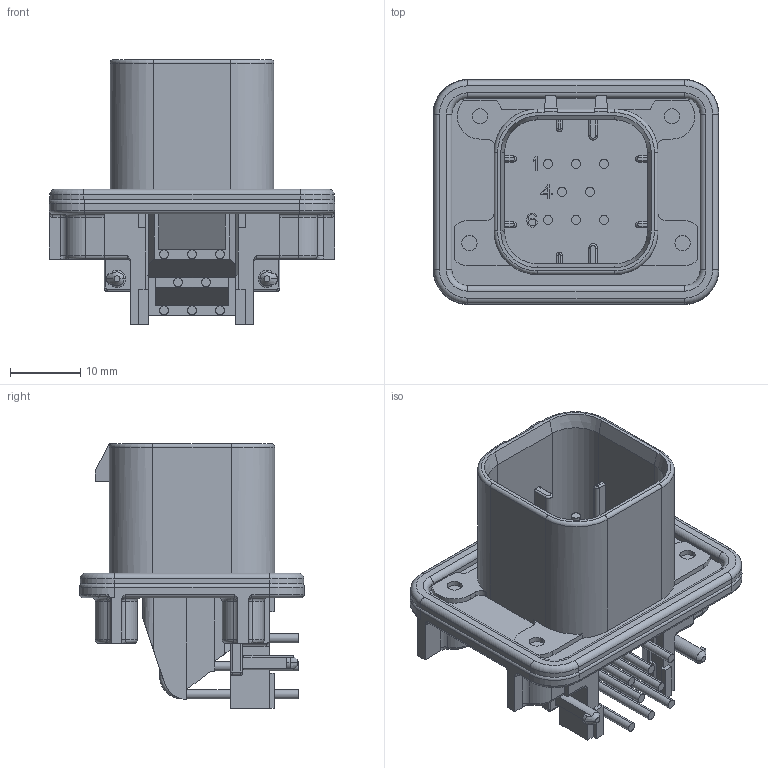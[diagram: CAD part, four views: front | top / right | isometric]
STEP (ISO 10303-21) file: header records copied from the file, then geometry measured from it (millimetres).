
FILE_DESCRIPTION(('STEP AP242'),'1');
FILE_NAME('1-776280-1.stp','2022-08-22T08:13:55',('TraceParts'),('TraceParts S.A.'),'Spatial InterOp 3D',' ',' ');
FILE_SCHEMA(('AP242_MANAGED_MODEL_BASED_3D_ENGINEERING_MIM_LF {1 0 10303 442 1 1 4}'));
Length unit declared in the file: millimetre
Products named in the file (1): 1-776280-1
Bounding box: 40.8 x 32.1 x 37.8 mm (x, y, z)
Volume: 9254.1 mm3; surface area: 9183.8 mm2
Topology: 1 solids, 1 shells, 570 faces, 1484 edges, 948 vertices
Faces by surface type: plane 280, cylinder 195, torus 60, bspline 27, cone 8
Entity records: 25905 total; most frequent: CARTESIAN_POINT 4517, ORIENTED_EDGE 2968, DIRECTION 2960, EDGE_CURVE 1484, STYLED_ITEM 1453, PRESENTATION_STYLE_ASSIGNMENT 1453, COLOUR_RGB 1453, CURVE_STYLE 1452
